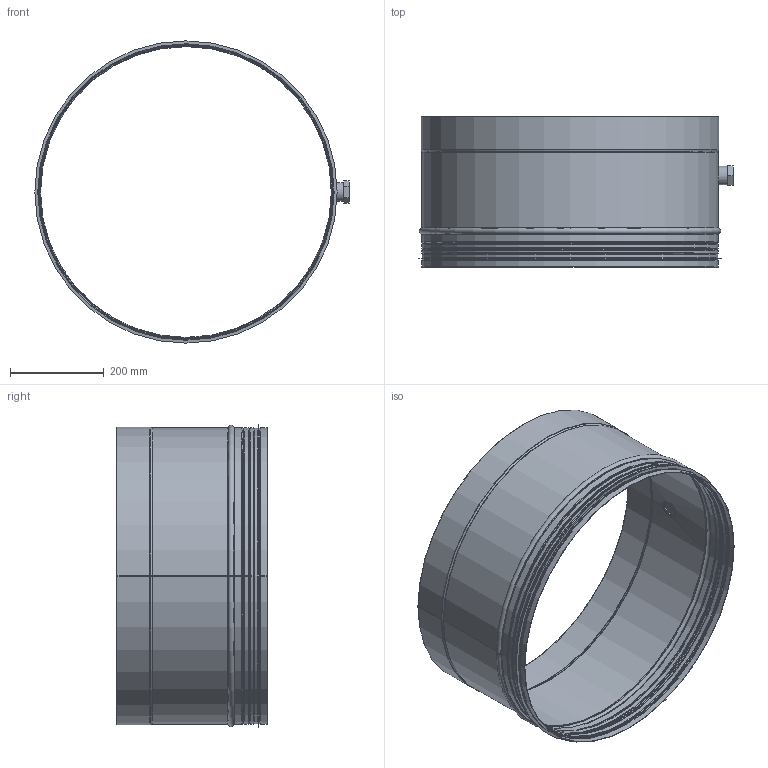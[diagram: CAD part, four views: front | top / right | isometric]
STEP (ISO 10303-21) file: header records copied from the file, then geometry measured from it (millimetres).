
FILE_DESCRIPTION(/* description */ ('Rörämne dränering'),/* implementation_level */ '2;1');
FILE_NAME(/* name */ 'HRDH-08.stp',/* time_stamp */ '2016-02-11T08:19:41+01:00',/* author */ ('John'),/* organization */ (''),/* preprocessor_version */ 'ST-DEVELOPER v15.6',/* originating_system */ 'Autodesk Inventor 2015',/* authorisation */ '');
FILE_SCHEMA (('AUTOMOTIVE_DESIGN { 1 0 10303 214 3 1 1 }'));
Length unit declared in the file: millimetre
Products named in the file (6): HRDH-AA-8; HIK-AB-9; HIK-AA-9; HIK-AC-2; HIK-AD-2; HRDH-08
Assembly tree (5 placements, depth 2):
  HRDH-08
    HRDH-AA-8
    HIK-AB-9
    HIK-AA-9
    HIK-AC-2
    HIK-AD-2
Bounding box: 670.3 x 320 x 644.6 mm (x, y, z)
Volume: 796996.5 mm3; surface area: 1465360.9 mm2
Topology: 5 solids, 5 shells, 139 faces, 275 edges, 147 vertices
Faces by surface type: plane 67, torus 32, cylinder 24, cone 16
Full cylindrical faces by diameter (mm): 30.291 x1, 33.2 x1, 33.5 x1, 39.5 x1, 627 x2, 630.6 x2, 631.6 x1, 644.6 x1
Entity records: 3800 total; most frequent: DIRECTION 682, CARTESIAN_POINT 678, ORIENTED_EDGE 504, AXIS2_PLACEMENT_3D 282, EDGE_CURVE 252, EDGE_LOOP 170, VERTEX_POINT 146, STYLED_ITEM 144
